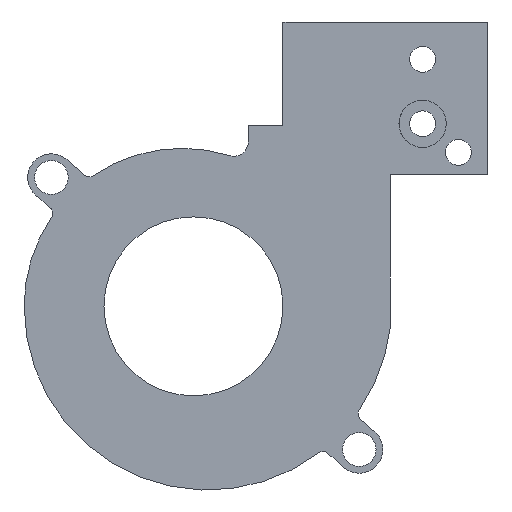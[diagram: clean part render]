
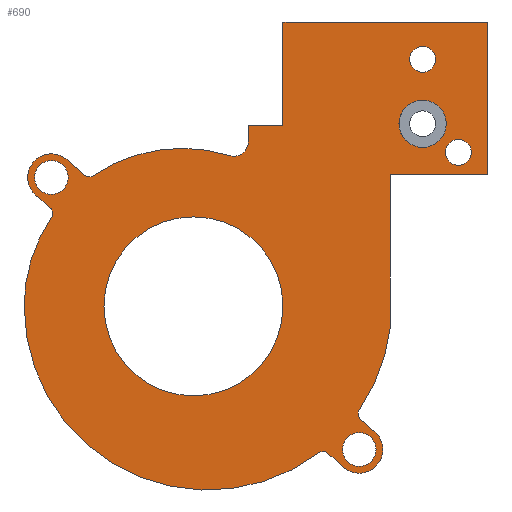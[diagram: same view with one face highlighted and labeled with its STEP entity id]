
A CAD part, left-side view. The second image highlights one B-rep face of the part: STEP entity #690.
In plain terms, the highlighted planar face has unit normal (-1, 0, 0).
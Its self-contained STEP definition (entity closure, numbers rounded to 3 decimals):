
#394=CARTESIAN_POINT('',(38.136,0.,71.));
#395=DIRECTION('',(-1.,0.,0.));
#396=DIRECTION('',(0.,0.,1.));
#397=AXIS2_PLACEMENT_3D('',#394,#395,#396);
#398=PLANE('',#397);
#399=CARTESIAN_POINT('',(38.136,115.,20.3));
#400=VERTEX_POINT('',#399);
#401=CARTESIAN_POINT('',(38.136,115.,34.71));
#402=VERTEX_POINT('',#401);
#403=CARTESIAN_POINT('',(38.136,115.,20.3));
#404=DIRECTION('',(0.,0.,1.));
#405=VECTOR('',#404,14.41);
#406=LINE('',#403,#405);
#407=EDGE_CURVE('',#400,#402,#406,.T.);
#408=ORIENTED_EDGE('',*,*,#407,.F.);
#409=CARTESIAN_POINT('',(38.136,119.85,20.3));
#410=VERTEX_POINT('',#409);
#411=CARTESIAN_POINT('',(38.136,119.85,20.3));
#412=DIRECTION('',(0.,-1.,0.));
#413=VECTOR('',#412,4.85);
#414=LINE('',#411,#413);
#415=EDGE_CURVE('',#410,#400,#414,.T.);
#416=ORIENTED_EDGE('',*,*,#415,.F.);
#417=CARTESIAN_POINT('',(38.136,119.85,17.956));
#418=VERTEX_POINT('',#417);
#419=CARTESIAN_POINT('',(38.136,119.85,20.3));
#420=DIRECTION('',(0.,0.,-1.));
#421=VECTOR('',#420,2.344);
#422=LINE('',#419,#421);
#423=EDGE_CURVE('',#410,#418,#422,.T.);
#424=ORIENTED_EDGE('',*,*,#423,.T.);
#425=CARTESIAN_POINT('',(38.136,122.451,16.048));
#426=VERTEX_POINT('',#425);
#427=CARTESIAN_POINT('',(38.136,121.85,17.956));
#428=DIRECTION('',(1.,-0.,-0.));
#429=DIRECTION('',(0.,0.,1.));
#430=AXIS2_PLACEMENT_3D('',#427,#428,#429);
#431=CIRCLE('',#430,2.);
#432=EDGE_CURVE('',#418,#426,#431,.T.);
#433=ORIENTED_EDGE('',*,*,#432,.T.);
#434=CARTESIAN_POINT('',(38.136,141.502,13.241));
#435=VERTEX_POINT('',#434);
#436=CARTESIAN_POINT('',(38.136,129.082,-5.));
#437=DIRECTION('',(-1.,0.,0.));
#438=DIRECTION('',(0.,0.,1.));
#439=AXIS2_PLACEMENT_3D('',#436,#437,#438);
#440=CIRCLE('',#439,22.068);
#441=EDGE_CURVE('',#426,#435,#440,.T.);
#442=ORIENTED_EDGE('',*,*,#441,.T.);
#443=CARTESIAN_POINT('',(38.136,142.727,13.318));
#444=VERTEX_POINT('',#443);
#445=CARTESIAN_POINT('',(38.136,142.065,14.068));
#446=DIRECTION('',(1.,-0.,-0.));
#447=DIRECTION('',(0.,0.,1.));
#448=AXIS2_PLACEMENT_3D('',#445,#446,#447);
#449=CIRCLE('',#448,1.);
#450=EDGE_CURVE('',#435,#444,#449,.T.);
#451=ORIENTED_EDGE('',*,*,#450,.T.);
#452=CARTESIAN_POINT('',(38.136,145.165,15.473));
#453=VERTEX_POINT('',#452);
#454=CARTESIAN_POINT('',(38.136,142.727,13.318));
#455=DIRECTION('',(0.,0.749,0.662));
#456=VECTOR('',#455,3.253);
#457=LINE('',#454,#456);
#458=EDGE_CURVE('',#444,#453,#457,.T.);
#459=ORIENTED_EDGE('',*,*,#458,.T.);
#460=CARTESIAN_POINT('',(38.136,149.535,10.527));
#461=VERTEX_POINT('',#460);
#462=CARTESIAN_POINT('',(38.136,147.35,13.));
#463=DIRECTION('',(-1.,0.,0.));
#464=DIRECTION('',(0.,0.,1.));
#465=AXIS2_PLACEMENT_3D('',#462,#463,#464);
#466=CIRCLE('',#465,3.3);
#467=EDGE_CURVE('',#453,#461,#466,.T.);
#468=ORIENTED_EDGE('',*,*,#467,.T.);
#469=CARTESIAN_POINT('',(38.136,147.494,8.723));
#470=VERTEX_POINT('',#469);
#471=CARTESIAN_POINT('',(38.136,149.535,10.527));
#472=DIRECTION('',(0.,-0.749,-0.662));
#473=VECTOR('',#472,2.724);
#474=LINE('',#471,#473);
#475=EDGE_CURVE('',#461,#470,#474,.T.);
#476=ORIENTED_EDGE('',*,*,#475,.T.);
#477=CARTESIAN_POINT('',(38.136,147.156,7.974));
#478=VERTEX_POINT('',#477);
#479=CARTESIAN_POINT('',(38.136,148.156,7.974));
#480=DIRECTION('',(1.,-0.,-0.));
#481=DIRECTION('',(0.,0.,1.));
#482=AXIS2_PLACEMENT_3D('',#479,#480,#481);
#483=CIRCLE('',#482,1.);
#484=EDGE_CURVE('',#470,#478,#483,.T.);
#485=ORIENTED_EDGE('',*,*,#484,.T.);
#486=CARTESIAN_POINT('',(38.136,147.329,7.411));
#487=VERTEX_POINT('',#486);
#488=CARTESIAN_POINT('',(38.136,148.156,7.974));
#489=DIRECTION('',(1.,-0.,-0.));
#490=DIRECTION('',(0.,0.,1.));
#491=AXIS2_PLACEMENT_3D('',#488,#489,#490);
#492=CIRCLE('',#491,1.);
#493=EDGE_CURVE('',#478,#487,#492,.T.);
#494=ORIENTED_EDGE('',*,*,#493,.T.);
#495=CARTESIAN_POINT('',(38.136,151.15,-5.));
#496=VERTEX_POINT('',#495);
#497=CARTESIAN_POINT('',(38.136,129.082,-5.));
#498=DIRECTION('',(-1.,0.,0.));
#499=DIRECTION('',(0.,0.,1.));
#500=AXIS2_PLACEMENT_3D('',#497,#498,#499);
#501=CIRCLE('',#500,22.068);
#502=EDGE_CURVE('',#487,#496,#501,.T.);
#503=ORIENTED_EDGE('',*,*,#502,.T.);
#504=CARTESIAN_POINT('',(38.136,110.017,-25.467));
#505=VERTEX_POINT('',#504);
#506=CARTESIAN_POINT('',(38.136,125.5,-5.017));
#507=DIRECTION('',(-1.,0.,0.));
#508=DIRECTION('',(0.,0.,1.));
#509=AXIS2_PLACEMENT_3D('',#506,#507,#508);
#510=CIRCLE('',#509,25.65);
#511=EDGE_CURVE('',#496,#505,#510,.T.);
#512=ORIENTED_EDGE('',*,*,#511,.T.);
#513=CARTESIAN_POINT('',(38.136,108.751,-25.515));
#514=VERTEX_POINT('',#513);
#515=CARTESIAN_POINT('',(38.136,109.413,-26.264));
#516=DIRECTION('',(1.,-0.,-0.));
#517=DIRECTION('',(0.,0.,1.));
#518=AXIS2_PLACEMENT_3D('',#515,#516,#517);
#519=CIRCLE('',#518,1.);
#520=EDGE_CURVE('',#505,#514,#519,.T.);
#521=ORIENTED_EDGE('',*,*,#520,.T.);
#522=CARTESIAN_POINT('',(38.136,106.535,-27.473));
#523=VERTEX_POINT('',#522);
#524=CARTESIAN_POINT('',(38.136,108.751,-25.515));
#525=DIRECTION('',(0.,-0.749,-0.662));
#526=VECTOR('',#525,2.957);
#527=LINE('',#524,#526);
#528=EDGE_CURVE('',#514,#523,#527,.T.);
#529=ORIENTED_EDGE('',*,*,#528,.T.);
#530=CARTESIAN_POINT('',(38.136,101.05,-25.));
#531=VERTEX_POINT('',#530);
#532=CARTESIAN_POINT('',(38.136,104.35,-25.));
#533=DIRECTION('',(-1.,0.,0.));
#534=DIRECTION('',(0.,0.,1.));
#535=AXIS2_PLACEMENT_3D('',#532,#533,#534);
#536=CIRCLE('',#535,3.3);
#537=EDGE_CURVE('',#523,#531,#536,.T.);
#538=ORIENTED_EDGE('',*,*,#537,.T.);
#539=CARTESIAN_POINT('',(38.136,102.165,-22.527));
#540=VERTEX_POINT('',#539);
#541=CARTESIAN_POINT('',(38.136,104.35,-25.));
#542=DIRECTION('',(-1.,0.,0.));
#543=DIRECTION('',(0.,0.,1.));
#544=AXIS2_PLACEMENT_3D('',#541,#542,#543);
#545=CIRCLE('',#544,3.3);
#546=EDGE_CURVE('',#531,#540,#545,.T.);
#547=ORIENTED_EDGE('',*,*,#546,.T.);
#548=CARTESIAN_POINT('',(38.136,104.143,-20.779));
#549=VERTEX_POINT('',#548);
#550=CARTESIAN_POINT('',(38.136,102.165,-22.527));
#551=DIRECTION('',(0.,0.749,0.662));
#552=VECTOR('',#551,2.64);
#553=LINE('',#550,#552);
#554=EDGE_CURVE('',#540,#549,#553,.T.);
#555=ORIENTED_EDGE('',*,*,#554,.T.);
#556=CARTESIAN_POINT('',(38.136,104.307,-19.466));
#557=VERTEX_POINT('',#556);
#558=CARTESIAN_POINT('',(38.136,103.481,-20.03));
#559=DIRECTION('',(1.,-0.,-0.));
#560=DIRECTION('',(0.,0.,1.));
#561=AXIS2_PLACEMENT_3D('',#558,#559,#560);
#562=CIRCLE('',#561,1.);
#563=EDGE_CURVE('',#549,#557,#562,.T.);
#564=ORIENTED_EDGE('',*,*,#563,.T.);
#565=CARTESIAN_POINT('',(38.136,100.,-7.787));
#566=VERTEX_POINT('',#565);
#567=CARTESIAN_POINT('',(38.136,125.5,-5.017));
#568=DIRECTION('',(-1.,0.,0.));
#569=DIRECTION('',(0.,0.,1.));
#570=AXIS2_PLACEMENT_3D('',#567,#568,#569);
#571=CIRCLE('',#570,25.65);
#572=EDGE_CURVE('',#557,#566,#571,.T.);
#573=ORIENTED_EDGE('',*,*,#572,.T.);
#574=CARTESIAN_POINT('',(38.136,100.,13.425));
#575=VERTEX_POINT('',#574);
#576=CARTESIAN_POINT('',(38.136,100.,-7.787));
#577=DIRECTION('',(0.,0.,1.));
#578=VECTOR('',#577,21.212);
#579=LINE('',#576,#578);
#580=EDGE_CURVE('',#566,#575,#579,.T.);
#581=ORIENTED_EDGE('',*,*,#580,.T.);
#582=CARTESIAN_POINT('',(38.136,86.389,13.425));
#583=VERTEX_POINT('',#582);
#584=CARTESIAN_POINT('',(38.136,100.,13.425));
#585=DIRECTION('',(0.,-1.,0.));
#586=VECTOR('',#585,13.611);
#587=LINE('',#584,#586);
#588=EDGE_CURVE('',#575,#583,#587,.T.);
#589=ORIENTED_EDGE('',*,*,#588,.T.);
#590=CARTESIAN_POINT('',(38.136,86.389,34.71));
#591=VERTEX_POINT('',#590);
#592=CARTESIAN_POINT('',(38.136,86.389,13.425));
#593=DIRECTION('',(0.,0.,1.));
#594=VECTOR('',#593,21.285);
#595=LINE('',#592,#594);
#596=EDGE_CURVE('',#583,#591,#595,.T.);
#597=ORIENTED_EDGE('',*,*,#596,.T.);
#598=CARTESIAN_POINT('',(38.136,86.389,34.71));
#599=DIRECTION('',(0.,1.,0.));
#600=VECTOR('',#599,28.611);
#601=LINE('',#598,#600);
#602=EDGE_CURVE('',#591,#402,#601,.T.);
#603=ORIENTED_EDGE('',*,*,#602,.T.);
#604=EDGE_LOOP('',(#408,#416,#424,#433,#442,#451,#459,#468,#476,#485,#494,#503,#512,#521,#529,#538,#547,#555,#564,#573,#581,#589,#597,#603));
#605=FACE_BOUND('',#604,.T.);
#606=CARTESIAN_POINT('',(38.136,102.,-25.));
#607=VERTEX_POINT('',#606);
#608=CARTESIAN_POINT('',(38.136,104.35,-22.65));
#609=VERTEX_POINT('',#608);
#610=CARTESIAN_POINT('',(38.136,104.35,-25.));
#611=DIRECTION('',(-1.,0.,0.));
#612=DIRECTION('',(0.,0.,1.));
#613=AXIS2_PLACEMENT_3D('',#610,#611,#612);
#614=CIRCLE('',#613,2.35);
#615=EDGE_CURVE('',#607,#609,#614,.T.);
#616=ORIENTED_EDGE('',*,*,#615,.F.);
#617=CARTESIAN_POINT('',(38.136,104.35,-25.));
#618=DIRECTION('',(-1.,0.,0.));
#619=DIRECTION('',(0.,0.,1.));
#620=AXIS2_PLACEMENT_3D('',#617,#618,#619);
#621=CIRCLE('',#620,2.35);
#622=EDGE_CURVE('',#609,#607,#621,.T.);
#623=ORIENTED_EDGE('',*,*,#622,.F.);
#624=EDGE_LOOP('',(#616,#623));
#625=FACE_BOUND('',#624,.T.);
#626=CARTESIAN_POINT('',(38.136,145.,13.));
#627=VERTEX_POINT('',#626);
#628=CARTESIAN_POINT('',(38.136,147.35,15.35));
#629=VERTEX_POINT('',#628);
#630=CARTESIAN_POINT('',(38.136,147.35,13.));
#631=DIRECTION('',(-1.,0.,0.));
#632=DIRECTION('',(0.,0.,1.));
#633=AXIS2_PLACEMENT_3D('',#630,#631,#632);
#634=CIRCLE('',#633,2.35);
#635=EDGE_CURVE('',#627,#629,#634,.T.);
#636=ORIENTED_EDGE('',*,*,#635,.F.);
#637=CARTESIAN_POINT('',(38.136,147.35,13.));
#638=DIRECTION('',(-1.,0.,0.));
#639=DIRECTION('',(0.,0.,1.));
#640=AXIS2_PLACEMENT_3D('',#637,#638,#639);
#641=CIRCLE('',#640,2.35);
#642=EDGE_CURVE('',#629,#627,#641,.T.);
#643=ORIENTED_EDGE('',*,*,#642,.F.);
#644=EDGE_LOOP('',(#636,#643));
#645=FACE_BOUND('',#644,.T.);
#646=CARTESIAN_POINT('',(38.136,127.5,7.5));
#647=VERTEX_POINT('',#646);
#648=CARTESIAN_POINT('',(38.136,127.5,-5.));
#649=DIRECTION('',(-1.,0.,0.));
#650=DIRECTION('',(0.,0.,1.));
#651=AXIS2_PLACEMENT_3D('',#648,#649,#650);
#652=CIRCLE('',#651,12.5);
#653=EDGE_CURVE('',#647,#647,#652,.T.);
#654=ORIENTED_EDGE('',*,*,#653,.F.);
#655=EDGE_LOOP('',(#654));
#656=FACE_BOUND('',#655,.T.);
#657=CARTESIAN_POINT('',(38.136,95.5,31.303));
#658=VERTEX_POINT('',#657);
#659=CARTESIAN_POINT('',(38.136,95.5,29.5));
#660=DIRECTION('',(-1.,0.,0.));
#661=DIRECTION('',(0.,0.,1.));
#662=AXIS2_PLACEMENT_3D('',#659,#660,#661);
#663=CIRCLE('',#662,1.803);
#664=EDGE_CURVE('',#658,#658,#663,.T.);
#665=ORIENTED_EDGE('',*,*,#664,.F.);
#666=EDGE_LOOP('',(#665));
#667=FACE_BOUND('',#666,.T.);
#668=CARTESIAN_POINT('',(38.136,90.5,18.303));
#669=VERTEX_POINT('',#668);
#670=CARTESIAN_POINT('',(38.136,90.5,16.5));
#671=DIRECTION('',(-1.,0.,0.));
#672=DIRECTION('',(0.,0.,1.));
#673=AXIS2_PLACEMENT_3D('',#670,#671,#672);
#674=CIRCLE('',#673,1.803);
#675=EDGE_CURVE('',#669,#669,#674,.T.);
#676=ORIENTED_EDGE('',*,*,#675,.F.);
#677=EDGE_LOOP('',(#676));
#678=FACE_BOUND('',#677,.T.);
#679=CARTESIAN_POINT('',(38.136,95.5,23.803));
#680=VERTEX_POINT('',#679);
#681=CARTESIAN_POINT('',(38.136,95.5,20.5));
#682=DIRECTION('',(1.,-0.,-0.));
#683=DIRECTION('',(0.,0.,1.));
#684=AXIS2_PLACEMENT_3D('',#681,#682,#683);
#685=CIRCLE('',#684,3.303);
#686=EDGE_CURVE('',#680,#680,#685,.T.);
#687=ORIENTED_EDGE('',*,*,#686,.T.);
#688=EDGE_LOOP('',(#687));
#689=FACE_BOUND('',#688,.T.);
#690=ADVANCED_FACE('',(#605,#625,#645,#656,#667,#678,#689),#398,.T.);
